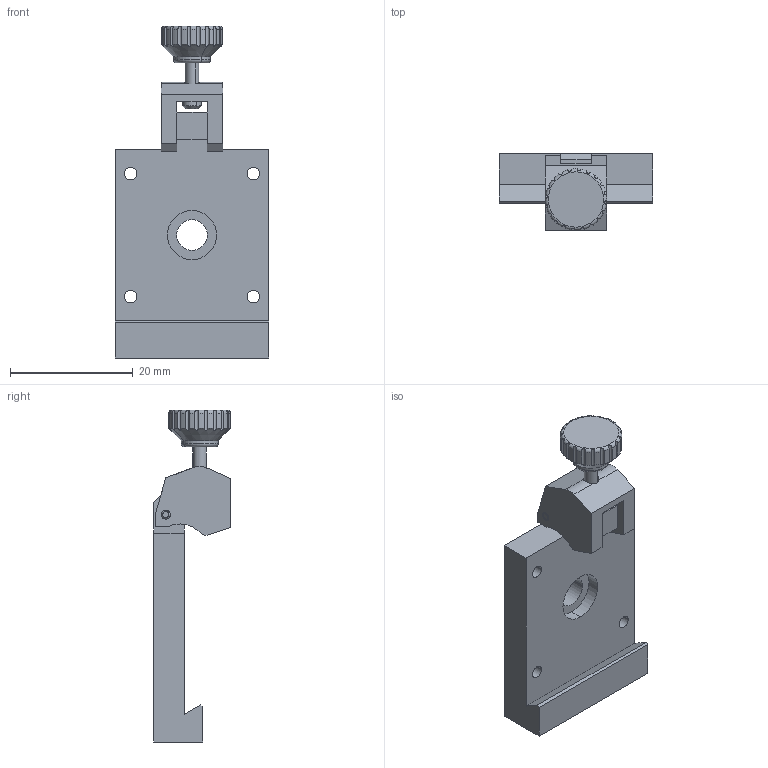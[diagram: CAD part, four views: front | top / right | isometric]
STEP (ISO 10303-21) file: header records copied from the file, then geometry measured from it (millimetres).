
FILE_DESCRIPTION (( 'STEP AP203' ), '1' );
FILE_NAME ('4.2.2.2，H40Z-25，40mm滑轨安装座，宽度25mm，A.STEP', '2021-03-15T09:03:03', ( 'China' ), ( 'Home' ), 'SwSTEP 2.0', 'SolidWorks 2018', '' );
FILE_SCHEMA (( 'CONFIG_CONTROL_DESIGN' ));
Length unit declared in the file: millimetre
Products named in the file (5): 4.2.2.2，H40Z-25，40mm滑轨安装座，宽度25mm，A; 4.2.2.2.1，40mm滑轨安装座主体，宽度25mm，A; 4.2.2.1.3，40mm滑轨安装座锁紧旋钮，A; 4.2.2.1.2，40mm滑轨安装座压块，宽度25mm，B; 33.1.24-35 耳1.5祥凄詩埴翐种_33.1.28_DB-耳1.5*8
Assembly tree (4 placements, depth 2):
  4.2.2.2，H40Z-25，40mm滑轨安装座，宽度25mm，A
    4.2.2.2.1，40mm滑轨安装座主体，宽度25mm，A
    4.2.2.1.2，40mm滑轨安装座压块，宽度25mm，B
    4.2.2.1.3，40mm滑轨安装座锁紧旋钮，A
    33.1.24-35 耳1.5祥凄詩埴翐种_33.1.28_DB-耳1.5*8
Bounding box: 25 x 12.5 x 54.03 mm (x, y, z)
Volume: 5708.8 mm3; surface area: 4089.4 mm2
Topology: 4 solids, 4 shells, 140 faces, 373 edges, 244 vertices
Faces by surface type: cylinder 87, plane 39, cone 10, torus 4
Entity records: 5456 total; most frequent: CARTESIAN_POINT 1420, ORIENTED_EDGE 746, DIRECTION 729, EDGE_CURVE 373, AXIS2_PLACEMENT_3D 275, VERTEX_POINT 244, VECTOR 179, LINE 179
